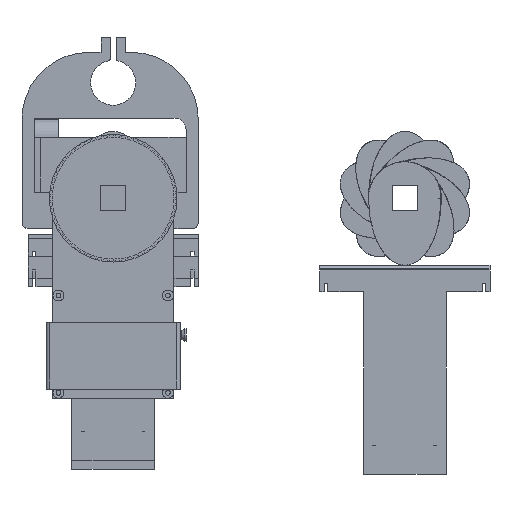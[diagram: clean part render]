
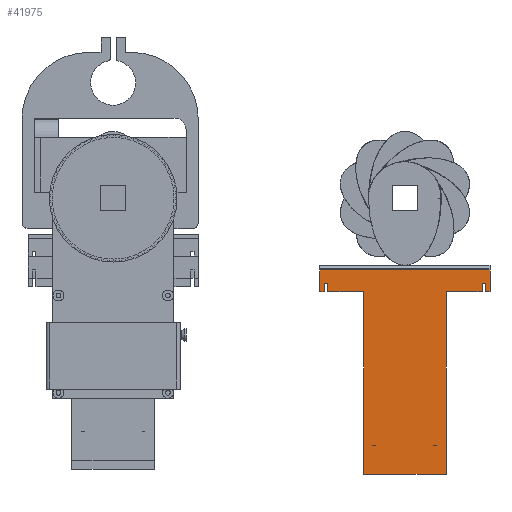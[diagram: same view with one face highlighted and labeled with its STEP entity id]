
A CAD part, front view. The second image highlights one B-rep face of the part: STEP entity #41975.
In plain terms, the highlighted planar face has unit normal (0, -1, 0).
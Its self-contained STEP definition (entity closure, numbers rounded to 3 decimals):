
#3331=FACE_OUTER_BOUND('',#5840,.T.);
#5840=EDGE_LOOP('',(#31655,#31656,#31657,#31658,#31659,#31660,#31661,#31662,
#31663,#31664,#31665,#31666,#31667,#31668,#31669,#31670));
#9575=LINE('',#63247,#14371);
#9578=LINE('',#63253,#14374);
#9582=LINE('',#63260,#14378);
#9585=LINE('',#63268,#14381);
#9588=LINE('',#63274,#14384);
#9592=LINE('',#63281,#14388);
#9593=LINE('',#63284,#14389);
#9605=LINE('',#63307,#14401);
#9609=LINE('',#63325,#14405);
#9611=LINE('',#63329,#14407);
#9614=LINE('',#63334,#14410);
#9616=LINE('',#63338,#14412);
#9617=LINE('',#63340,#14413);
#9619=LINE('',#63344,#14415);
#9620=LINE('',#63347,#14416);
#9622=LINE('',#63350,#14418);
#14371=VECTOR('',#51017,10.);
#14374=VECTOR('',#51022,10.);
#14378=VECTOR('',#51028,10.);
#14381=VECTOR('',#51033,10.);
#14384=VECTOR('',#51038,10.);
#14388=VECTOR('',#51044,10.);
#14389=VECTOR('',#51047,10.);
#14401=VECTOR('',#51063,10.);
#14405=VECTOR('',#51085,10.);
#14407=VECTOR('',#51089,10.);
#14410=VECTOR('',#51094,10.);
#14412=VECTOR('',#51098,10.);
#14413=VECTOR('',#51101,10.);
#14415=VECTOR('',#51105,10.);
#14416=VECTOR('',#51108,10.);
#14418=VECTOR('',#51112,10.);
#18683=VERTEX_POINT('',#63244);
#18684=VERTEX_POINT('',#63246);
#18686=VERTEX_POINT('',#63252);
#18688=VERTEX_POINT('',#63258);
#18691=VERTEX_POINT('',#63265);
#18692=VERTEX_POINT('',#63267);
#18694=VERTEX_POINT('',#63273);
#18696=VERTEX_POINT('',#63279);
#18697=VERTEX_POINT('',#63283);
#18706=VERTEX_POINT('',#63306);
#18711=VERTEX_POINT('',#63324);
#18712=VERTEX_POINT('',#63328);
#18713=VERTEX_POINT('',#63332);
#18714=VERTEX_POINT('',#63336);
#18715=VERTEX_POINT('',#63342);
#18716=VERTEX_POINT('',#63346);
#23369=EDGE_CURVE('',#18684,#18683,#9575,.T.);
#23372=EDGE_CURVE('',#18686,#18684,#9578,.T.);
#23376=EDGE_CURVE('',#18683,#18688,#9582,.T.);
#23379=EDGE_CURVE('',#18692,#18691,#9585,.T.);
#23382=EDGE_CURVE('',#18694,#18692,#9588,.T.);
#23386=EDGE_CURVE('',#18691,#18696,#9592,.T.);
#23387=EDGE_CURVE('',#18697,#18686,#9593,.T.);
#23399=EDGE_CURVE('',#18706,#18694,#9605,.T.);
#23407=EDGE_CURVE('',#18697,#18711,#9609,.T.);
#23409=EDGE_CURVE('',#18711,#18712,#9611,.T.);
#23412=EDGE_CURVE('',#18712,#18713,#9614,.T.);
#23414=EDGE_CURVE('',#18688,#18714,#9616,.T.);
#23415=EDGE_CURVE('',#18696,#18713,#9617,.T.);
#23417=EDGE_CURVE('',#18715,#18714,#9619,.T.);
#23418=EDGE_CURVE('',#18716,#18715,#9620,.T.);
#23420=EDGE_CURVE('',#18706,#18716,#9622,.T.);
#31655=ORIENTED_EDGE('',*,*,#23376,.T.);
#31656=ORIENTED_EDGE('',*,*,#23414,.T.);
#31657=ORIENTED_EDGE('',*,*,#23417,.F.);
#31658=ORIENTED_EDGE('',*,*,#23418,.F.);
#31659=ORIENTED_EDGE('',*,*,#23420,.F.);
#31660=ORIENTED_EDGE('',*,*,#23399,.T.);
#31661=ORIENTED_EDGE('',*,*,#23382,.T.);
#31662=ORIENTED_EDGE('',*,*,#23379,.T.);
#31663=ORIENTED_EDGE('',*,*,#23386,.T.);
#31664=ORIENTED_EDGE('',*,*,#23415,.T.);
#31665=ORIENTED_EDGE('',*,*,#23412,.F.);
#31666=ORIENTED_EDGE('',*,*,#23409,.F.);
#31667=ORIENTED_EDGE('',*,*,#23407,.F.);
#31668=ORIENTED_EDGE('',*,*,#23387,.T.);
#31669=ORIENTED_EDGE('',*,*,#23372,.T.);
#31670=ORIENTED_EDGE('',*,*,#23369,.T.);
#39970=PLANE('',#44721);
#41975=ADVANCED_FACE('',(#3331),#39970,.F.);
#44721=AXIS2_PLACEMENT_3D('',#63351,#51113,#51114);
#51017=DIRECTION('',(1.,0.,0.));
#51022=DIRECTION('',(0.,0.,1.));
#51028=DIRECTION('',(0.,0.,-1.));
#51033=DIRECTION('',(1.,0.,0.));
#51038=DIRECTION('',(0.,0.,1.));
#51044=DIRECTION('',(0.,0.,-1.));
#51047=DIRECTION('',(1.,0.,0.));
#51063=DIRECTION('',(1.,0.,0.));
#51085=DIRECTION('',(0.,0.,-1.));
#51089=DIRECTION('',(-1.,0.,0.));
#51094=DIRECTION('',(0.,0.,1.));
#51098=DIRECTION('',(1.,0.,0.));
#51101=DIRECTION('',(1.,0.,0.));
#51105=DIRECTION('',(0.,0.,-1.));
#51108=DIRECTION('',(1.,0.,0.));
#51112=DIRECTION('',(0.,0.,1.));
#51113=DIRECTION('center_axis',(0.,1.,0.));
#51114=DIRECTION('ref_axis',(-1.,0.,0.));
#63244=CARTESIAN_POINT('',(306.5,19.975,-70.));
#63246=CARTESIAN_POINT('',(303.5,19.975,-70.));
#63247=CARTESIAN_POINT('',(271.75,19.975,-70.));
#63252=CARTESIAN_POINT('',(303.5,19.975,-77.));
#63253=CARTESIAN_POINT('',(303.5,19.975,-102.));
#63258=CARTESIAN_POINT('',(306.5,19.975,-77.));
#63260=CARTESIAN_POINT('',(306.5,19.975,-99.5));
#63265=CARTESIAN_POINT('',(176.5,19.975,-70.));
#63267=CARTESIAN_POINT('',(173.5,19.975,-70.));
#63268=CARTESIAN_POINT('',(206.75,19.975,-70.));
#63273=CARTESIAN_POINT('',(173.5,19.975,-77.));
#63274=CARTESIAN_POINT('',(173.5,19.975,-102.));
#63279=CARTESIAN_POINT('',(176.5,19.975,-77.));
#63281=CARTESIAN_POINT('',(176.5,19.975,-99.5));
#63283=CARTESIAN_POINT('',(274.,19.975,-77.));
#63284=CARTESIAN_POINT('',(240.,19.975,-77.));
#63306=CARTESIAN_POINT('',(170.,19.975,-77.));
#63307=CARTESIAN_POINT('',(240.,19.975,-77.));
#63324=CARTESIAN_POINT('',(274.,19.975,-227.));
#63325=CARTESIAN_POINT('',(274.,19.975,-99.5));
#63328=CARTESIAN_POINT('',(206.,19.975,-227.));
#63329=CARTESIAN_POINT('',(257.,19.975,-227.));
#63332=CARTESIAN_POINT('',(206.,19.975,-77.));
#63334=CARTESIAN_POINT('',(206.,19.975,-154.5));
#63336=CARTESIAN_POINT('',(310.,19.975,-77.));
#63338=CARTESIAN_POINT('',(240.,19.975,-77.));
#63340=CARTESIAN_POINT('',(240.,19.975,-77.));
#63342=CARTESIAN_POINT('',(310.,19.975,-59.));
#63344=CARTESIAN_POINT('',(310.,19.975,-99.5));
#63346=CARTESIAN_POINT('',(170.,19.975,-59.));
#63347=CARTESIAN_POINT('',(223.,19.975,-59.));
#63350=CARTESIAN_POINT('',(170.,19.975,-154.5));
#63351=CARTESIAN_POINT('Origin',(240.,19.975,-127.));
